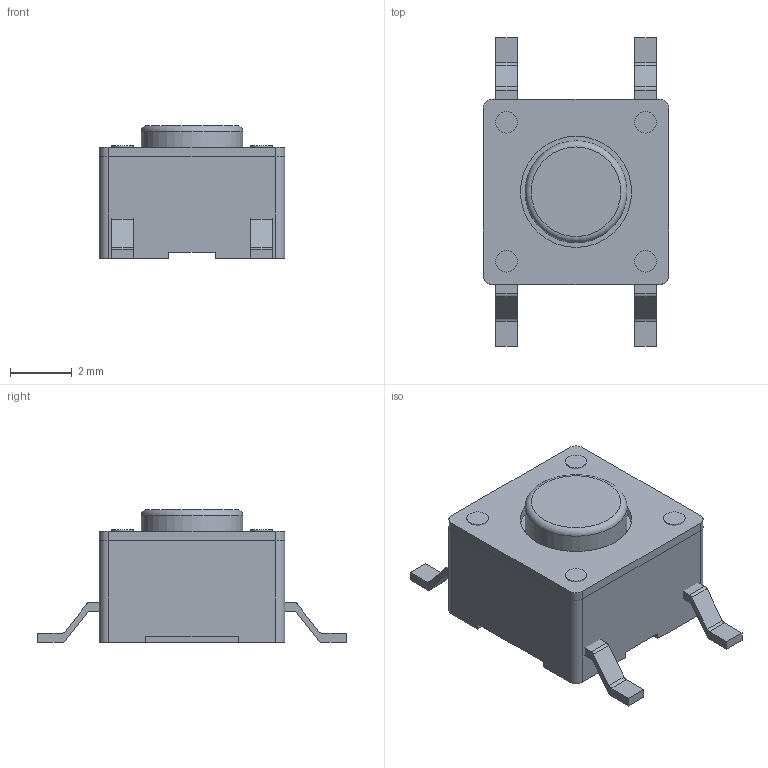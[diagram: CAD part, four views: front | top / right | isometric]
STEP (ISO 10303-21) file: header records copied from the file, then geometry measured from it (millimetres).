
FILE_DESCRIPTION(('FreeCAD Model'),'2;1');
FILE_NAME('Open CASCADE Shape Model','2022-03-24T18:04:55',('Author'),( ''),'Open CASCADE STEP processor 7.5','FreeCAD','Unknown');
FILE_SCHEMA(('AUTOMOTIVE_DESIGN { 1 0 10303 214 1 1 1 1 }'));
Length unit declared in the file: millimetre
Products named in the file (5): LL3301_SMT_Button; LL3301_SMT; TopPlate; Plunger; Pins
Assembly tree (4 placements, depth 2):
  LL3301_SMT_Button
    LL3301_SMT
    TopPlate
    Plunger
    Pins
Bounding box: 6 x 10 x 4.3 mm (x, y, z)
Volume: 142.9 mm3; surface area: 333.3 mm2
Topology: 4 solids, 4 shells, 115 faces, 300 edges, 197 vertices
Faces by surface type: plane 80, cylinder 34, torus 1
Full cylindrical faces by diameter (mm): 0.7 x4, 3.3 x1, 3.6 x1
Entity records: 7719 total; most frequent: CARTESIAN_POINT 1565, DIRECTION 1160, LINE 738, VECTOR 738, ORIENTED_EDGE 600, PCURVE 600, DEFINITIONAL_REPRESENTATION 600, EDGE_CURVE 300
